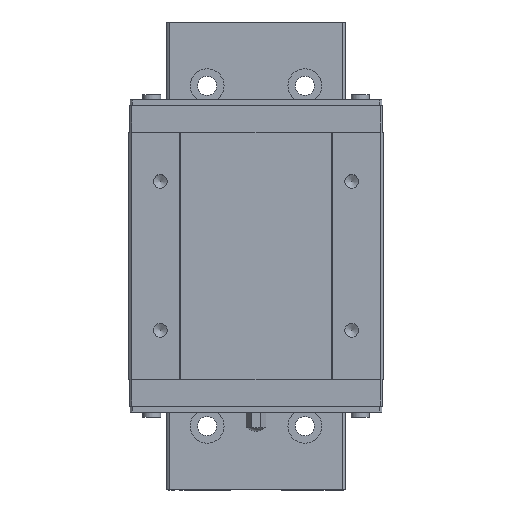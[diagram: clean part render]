
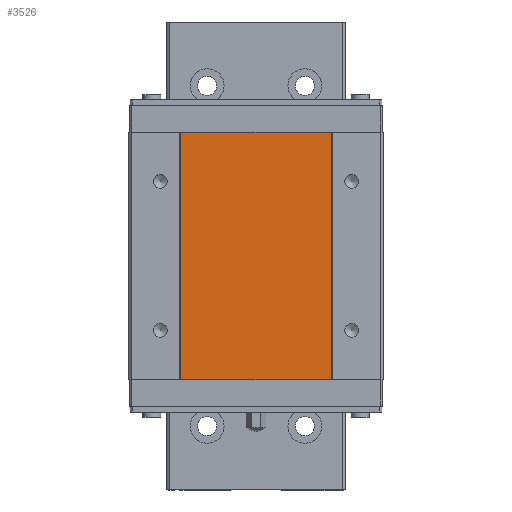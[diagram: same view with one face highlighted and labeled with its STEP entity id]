
A CAD part, top view. The second image highlights one B-rep face of the part: STEP entity #3526.
In plain terms, the highlighted planar face has unit normal (0, 0, 1).
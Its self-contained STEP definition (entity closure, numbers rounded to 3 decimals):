
#196=LINE('',#6426,#598);
#211=LINE('',#6461,#613);
#230=LINE('',#6502,#632);
#231=LINE('',#6504,#633);
#598=VECTOR('',#5368,1000.);
#613=VECTOR('',#5389,1000.);
#632=VECTOR('',#5424,1000.);
#633=VECTOR('',#5427,1000.);
#886=PLANE('',#4820);
#1374=ORIENTED_EDGE('',*,*,#2215,.F.);
#1375=ORIENTED_EDGE('',*,*,#2236,.F.);
#1376=ORIENTED_EDGE('',*,*,#2198,.T.);
#1377=ORIENTED_EDGE('',*,*,#2237,.T.);
#2198=EDGE_CURVE('',#2664,#2663,#196,.T.);
#2215=EDGE_CURVE('',#2680,#2681,#211,.T.);
#2236=EDGE_CURVE('',#2664,#2680,#230,.T.);
#2237=EDGE_CURVE('',#2663,#2681,#231,.T.);
#2663=VERTEX_POINT('',#6425);
#2664=VERTEX_POINT('',#6427);
#2680=VERTEX_POINT('',#6460);
#2681=VERTEX_POINT('',#6462);
#3007=EDGE_LOOP('',(#1374,#1375,#1376,#1377));
#3263=FACE_BOUND('',#3007,.T.);
#3526=ADVANCED_FACE('',(#3263),#886,.T.);
#4820=AXIS2_PLACEMENT_3D('',#6503,#5425,#5426);
#5368=DIRECTION('',(1.,0.,0.));
#5389=DIRECTION('',(1.,0.,0.));
#5424=DIRECTION('',(0.,1.,0.));
#5425=DIRECTION('',(0.,0.,1.));
#5426=DIRECTION('',(1.,0.,0.));
#5427=DIRECTION('',(0.,1.,0.));
#6425=CARTESIAN_POINT('',(17.7,-29.1,15.7));
#6426=CARTESIAN_POINT('',(-17.7,-29.1,15.7));
#6427=CARTESIAN_POINT('',(-17.7,-29.1,15.7));
#6460=CARTESIAN_POINT('',(-17.7,29.1,15.7));
#6461=CARTESIAN_POINT('',(-17.7,29.1,15.7));
#6462=CARTESIAN_POINT('',(17.7,29.1,15.7));
#6502=CARTESIAN_POINT('',(-17.7,-29.1,15.7));
#6503=CARTESIAN_POINT('',(-17.7,-29.1,15.7));
#6504=CARTESIAN_POINT('',(17.7,-29.1,15.7));
